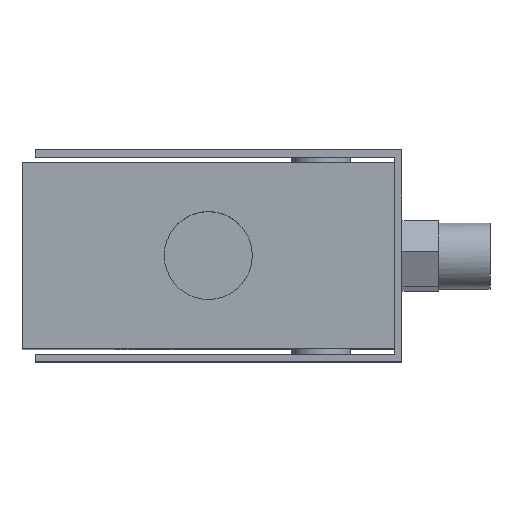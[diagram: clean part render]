
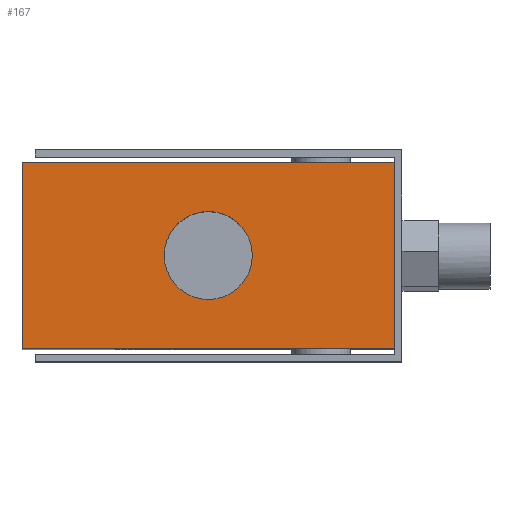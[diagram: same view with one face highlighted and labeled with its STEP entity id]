
A CAD part, top view. The second image highlights one B-rep face of the part: STEP entity #167.
In plain terms, the highlighted planar face has unit normal (0, 0, 1).
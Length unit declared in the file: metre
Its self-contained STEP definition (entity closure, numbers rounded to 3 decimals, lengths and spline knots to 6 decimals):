
#167=ADVANCED_FACE('14:25',(#264,#265),#266,.F.);
#264=FACE_OUTER_BOUND('',#459,.T.);
#265=FACE_BOUND('',#460,.T.);
#266=PLANE('',#461);
#459=EDGE_LOOP('',(#674,#675,#676,#677));
#460=EDGE_LOOP('',(#678,#679));
#461=AXIS2_PLACEMENT_3D('',#680,#681,#682);
#674=ORIENTED_EDGE('',*,*,#1333,.T.);
#675=ORIENTED_EDGE('',*,*,#1334,.F.);
#676=ORIENTED_EDGE('',*,*,#1335,.F.);
#677=ORIENTED_EDGE('',*,*,#1336,.F.);
#678=ORIENTED_EDGE('',*,*,#1337,.F.);
#679=ORIENTED_EDGE('',*,*,#1317,.F.);
#680=CARTESIAN_POINT('',(0.042727,0.010238,0.066177));
#681=DIRECTION('',(0.0,0.,-1.0));
#682=DIRECTION('',(0.0,1.0,0.));
#1317=EDGE_CURVE('14:130',#1523,#1526,#1527,.T.);
#1333=EDGE_CURVE('14:121',#1556,#1557,#1558,.T.);
#1334=EDGE_CURVE('14:124',#1559,#1557,#1560,.T.);
#1335=EDGE_CURVE('14:127',#1561,#1559,#1562,.T.);
#1336=EDGE_CURVE('14:85',#1556,#1561,#1563,.T.);
#1337=EDGE_CURVE('14:130',#1526,#1523,#1564,.T.);
#1523=VERTEX_POINT('',#1859);
#1526=VERTEX_POINT('',#1863);
#1527=CIRCLE('',#1864,0.006);
#1556=VERTEX_POINT('',#1902);
#1557=VERTEX_POINT('',#1903);
#1558=LINE('',#1904,#1905);
#1559=VERTEX_POINT('',#1906);
#1560=LINE('',#1907,#1908);
#1561=VERTEX_POINT('',#1909);
#1562=LINE('',#1910,#1911);
#1563=LINE('',#1912,#1913);
#1564=CIRCLE('',#1914,0.006);
#1859=CARTESIAN_POINT('',(0.017327,0.016938,0.066177));
#1863=CARTESIAN_POINT('',(0.017327,0.028938,0.066177));
#1864=AXIS2_PLACEMENT_3D('',#2304,#2305,#2306);
#1902=CARTESIAN_POINT('',(0.042727,0.035638,0.066177));
#1903=CARTESIAN_POINT('',(-0.008073,0.035638,0.066177));
#1904=CARTESIAN_POINT('',(0.042727,0.035638,0.066177));
#1905=VECTOR('',#2334,1.0);
#1906=CARTESIAN_POINT('',(-0.008073,0.010238,0.066177));
#1907=CARTESIAN_POINT('',(-0.008073,0.010238,0.066177));
#1908=VECTOR('',#2335,1.0);
#1909=CARTESIAN_POINT('',(0.042727,0.010238,0.066177));
#1910=CARTESIAN_POINT('',(0.042727,0.010238,0.066177));
#1911=VECTOR('',#2336,1.0);
#1912=CARTESIAN_POINT('',(0.042727,0.010238,0.066177));
#1913=VECTOR('',#2337,1.0);
#1914=AXIS2_PLACEMENT_3D('',#2338,#2339,#2340);
#2304=CARTESIAN_POINT('',(0.017327,0.022938,0.066177));
#2305=DIRECTION('',(0.0,0.,1.0));
#2306=DIRECTION('',(0.0,-1.0,0.));
#2334=DIRECTION('',(-1.0,-0.0,0.0));
#2335=DIRECTION('',(-0.0,1.0,0.));
#2336=DIRECTION('',(-1.0,-0.0,0.0));
#2337=DIRECTION('',(0.0,-1.0,0.));
#2338=CARTESIAN_POINT('',(0.017327,0.022938,0.066177));
#2339=DIRECTION('',(0.0,0.,1.0));
#2340=DIRECTION('',(0.0,-1.0,0.));
